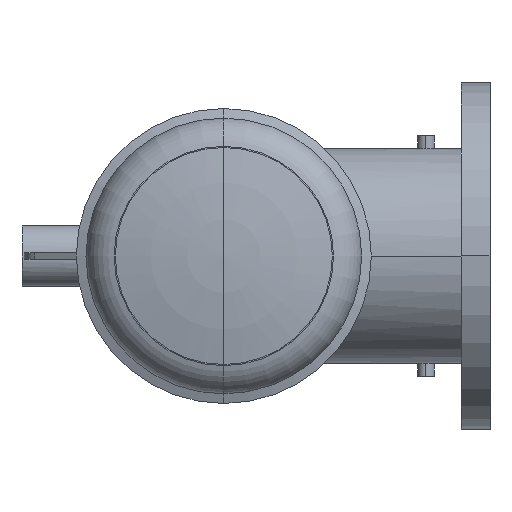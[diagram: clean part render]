
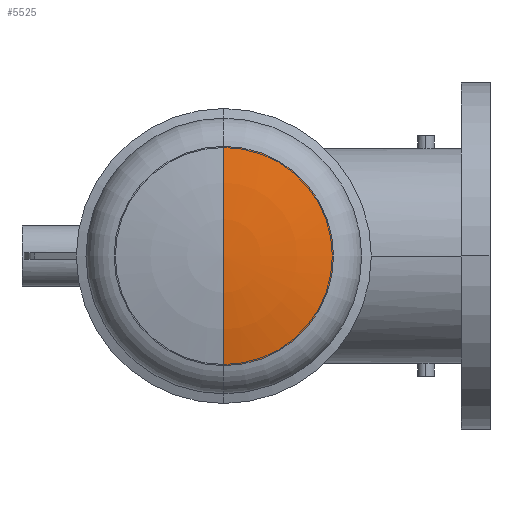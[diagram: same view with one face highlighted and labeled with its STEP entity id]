
A CAD part, left-side view. The second image highlights one B-rep face of the part: STEP entity #5525.
In plain terms, the highlighted toroidal (fillet/blend) face has major radius 0.086 mm and minor radius 508 mm.
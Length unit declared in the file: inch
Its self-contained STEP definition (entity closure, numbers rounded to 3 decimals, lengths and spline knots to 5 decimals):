
#61 = DIRECTION ( 'NONE',  ( 0., 0., -1. ) ) ;
#103 = AXIS2_PLACEMENT_3D ( 'NONE', #1681, #5052, #1665 ) ;
#302 = AXIS2_PLACEMENT_3D ( 'NONE', #3444, #4017, #5147 ) ;
#992 = EDGE_CURVE ( 'NONE', #5991, #1495, #1402, .T. ) ;
#994 = CARTESIAN_POINT ( 'NONE',  ( 0.46073, 0., -4.2748 ) ) ;
#1113 = EDGE_LOOP ( 'NONE', ( #2127, #6322, #4503 ) ) ;
#1162 = CARTESIAN_POINT ( 'NONE',  ( 19.99927, 0., 0.00337 ) ) ;
#1402 = CIRCLE ( 'NONE', #103, 20. ) ;
#1495 = VERTEX_POINT ( 'NONE', #2161 ) ;
#1665 = DIRECTION ( 'NONE',  ( 0., 0., 1. ) ) ;
#1681 = CARTESIAN_POINT ( 'NONE',  ( 19.99927, 0., -0.00337 ) ) ;
#2127 = ORIENTED_EDGE ( 'NONE', *, *, #992, .F. ) ;
#2161 = CARTESIAN_POINT ( 'NONE',  ( -0.00073, 0., 0. ) ) ;
#2405 = FACE_OUTER_BOUND ( 'NONE', #1113, .T. ) ;
#3444 = CARTESIAN_POINT ( 'NONE',  ( 19.99927, 0., 0. ) ) ;
#3614 = EDGE_CURVE ( 'NONE', #5253, #1495, #5855, .T. ) ;
#3738 = TOROIDAL_SURFACE ( 'NONE', #302, 0.00337, 20. ) ;
#3819 = CARTESIAN_POINT ( 'NONE',  ( 0.46073, 0., 0. ) ) ;
#3993 = DIRECTION ( 'NONE',  ( 0., -1., 0. ) ) ;
#4017 = DIRECTION ( 'NONE',  ( -1., 0., 0. ) ) ;
#4432 = CIRCLE ( 'NONE', #5313, 4.2748 ) ;
#4503 = ORIENTED_EDGE ( 'NONE', *, *, #3614, .T. ) ;
#5052 = DIRECTION ( 'NONE',  ( 0., 1., 0. ) ) ;
#5135 = CARTESIAN_POINT ( 'NONE',  ( 0.46073, 0., 4.2748 ) ) ;
#5147 = DIRECTION ( 'NONE',  ( 0., 0., 1. ) ) ;
#5253 = VERTEX_POINT ( 'NONE', #5135 ) ;
#5313 = AXIS2_PLACEMENT_3D ( 'NONE', #3819, #5527, #7131 ) ;
#5525 = ADVANCED_FACE ( 'NONE', ( #2405 ), #3738, .T. ) ;
#5527 = DIRECTION ( 'NONE',  ( -1., 0., 0. ) ) ;
#5855 = CIRCLE ( 'NONE', #6519, 20. ) ;
#5991 = VERTEX_POINT ( 'NONE', #994 ) ;
#6135 = EDGE_CURVE ( 'NONE', #5991, #5253, #4432, .T. ) ;
#6322 = ORIENTED_EDGE ( 'NONE', *, *, #6135, .T. ) ;
#6519 = AXIS2_PLACEMENT_3D ( 'NONE', #1162, #3993, #61 ) ;
#7131 = DIRECTION ( 'NONE',  ( 0., 0., 1. ) ) ;
